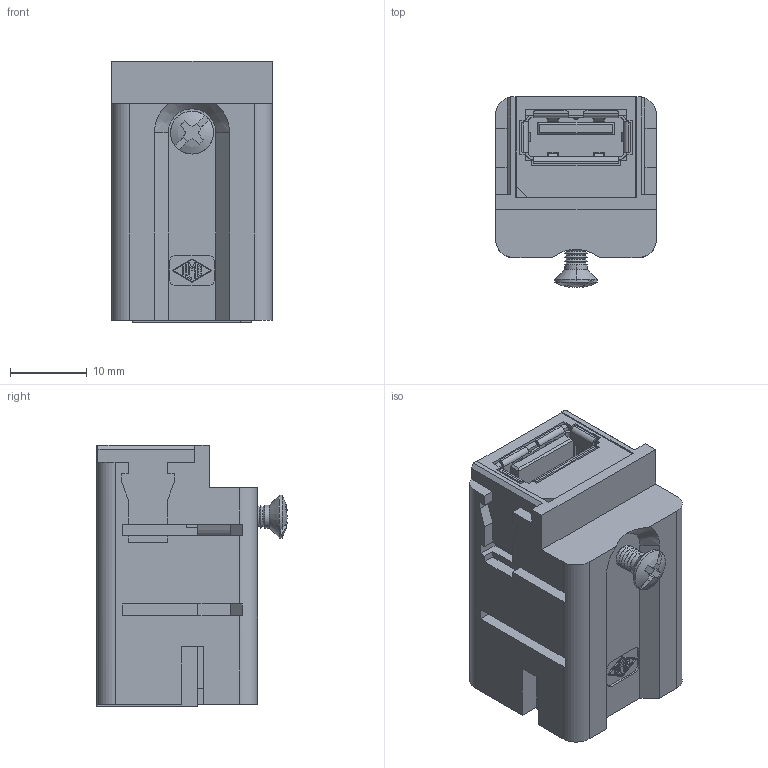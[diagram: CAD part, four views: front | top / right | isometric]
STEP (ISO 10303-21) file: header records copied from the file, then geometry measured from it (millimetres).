
FILE_DESCRIPTION(('Creo Elements/Direct Modeling STEP Export'),'2;1');
FILE_NAME('0lndrp3411575hv4048','2016-02-02T10:28:44',(''),(''),'PTC Creo Elements/Direct Modeling STEP processor for AP214 (Solid Model)','PTC Creo Elements/Direct Modeling 19.0B 21-Mar-2015 (C) Parametric Technology GmbH','');
FILE_SCHEMA(('AUTOMOTIVE_DESIGN { 1 0 10303 214 1 1 1 1 }'));
Length unit declared in the file: millimetre
Products named in the file (2): CUK_3FT
Assembly tree (1 placements, depth 2):
  CUK_3FT
    CUK_3FT
Bounding box: 21 x 24.89 x 34.1 mm (x, y, z)
Volume: 9938.7 mm3; surface area: 10266.3 mm2
Topology: 1 solids, 1 shells, 670 faces, 1952 edges, 1274 vertices
Faces by surface type: plane 462, cylinder 181, cone 25, sphere 2
Entity records: 21579 total; most frequent: CARTESIAN_POINT 4116, ORIENTED_EDGE 3904, DIRECTION 3349, EDGE_CURVE 1952, VECTOR 1489, LINE 1489, VERTEX_POINT 1274, AXIS2_PLACEMENT_3D 930
